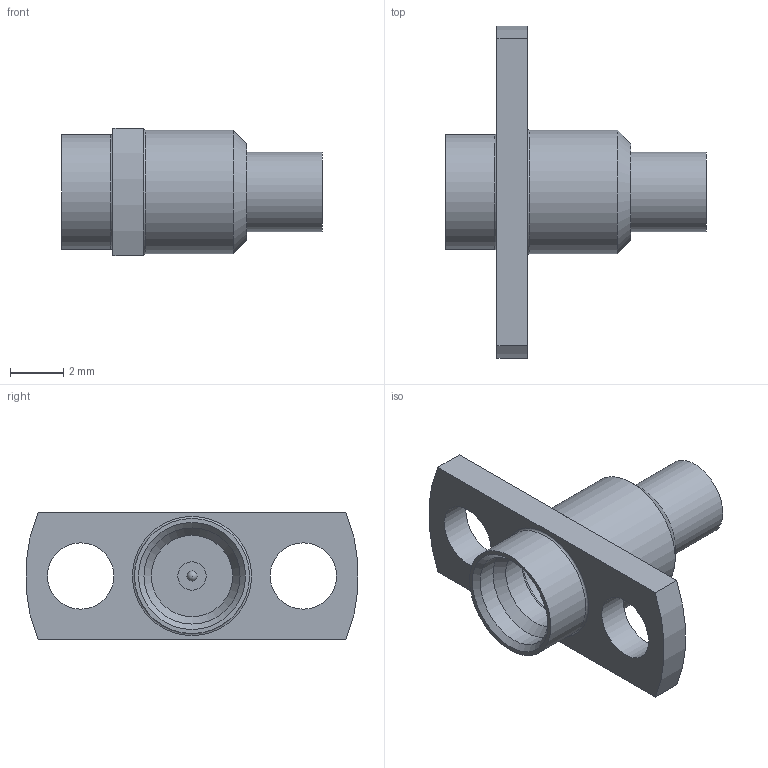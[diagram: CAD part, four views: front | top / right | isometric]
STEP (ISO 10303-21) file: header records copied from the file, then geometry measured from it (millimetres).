
FILE_DESCRIPTION (( 'STEP AP203' ), '1' );
FILE_NAME ('PE45127_3D.step', '2022-04-20T15:37:04', ( '' ), ( '' ), 'SwSTEP 2.0', 'SolidWorks 2021', '' );
FILE_SCHEMA (( 'CONFIG_CONTROL_DESIGN' ));
Length unit declared in the file: inch
Products named in the file (1): PE45127_3D
Bounding box: 9.79 x 12.46 x 4.8 mm (x, y, z)
Volume: 131.5 mm3; surface area: 308.8 mm2
Topology: 1 solids, 1 shells, 30 faces, 58 edges, 36 vertices
Faces by surface type: cylinder 13, plane 10, cone 4, torus 2, sphere 1
Full cylindrical faces by diameter (mm): 0.381 x1, 1.059 x1, 2.3 x1, 2.489 x2, 2.994 x1, 3.048 x1, 3.175 x1, 3.607 x1, 4.318 x1, 4.64 x1
Entity records: 747 total; most frequent: DIRECTION 130, CARTESIAN_POINT 103, ORIENTED_EDGE 76, AXIS2_PLACEMENT_3D 61, EDGE_LOOP 58, FACE_OUTER_BOUND 43, EDGE_CURVE 38, VERTEX_POINT 34
